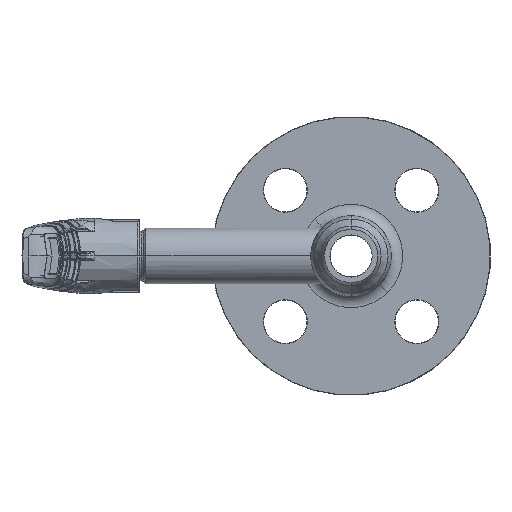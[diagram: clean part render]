
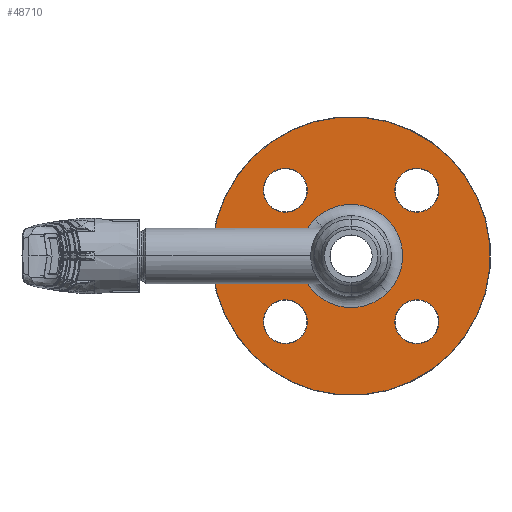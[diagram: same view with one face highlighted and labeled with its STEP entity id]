
A CAD part, left-side view. The second image highlights one B-rep face of the part: STEP entity #48710.
In plain terms, the highlighted planar face has unit normal (-1, 0, 0).
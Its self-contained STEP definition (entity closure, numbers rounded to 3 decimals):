
#47 = CIRCLE ( 'NONE', #40166, 7.1 ) ;
#911 = CIRCLE ( 'NONE', #64170, 16.67 ) ;
#2571 = CIRCLE ( 'NONE', #37979, 7.1 ) ;
#2848 = VERTEX_POINT ( 'NONE', #56465 ) ;
#3352 = DIRECTION ( 'NONE',  ( 1., 0., 0. ) ) ;
#3903 = ORIENTED_EDGE ( 'NONE', *, *, #55504, .T. ) ;
#3940 = CARTESIAN_POINT ( 'NONE',  ( 49., -26.234, -26.234 ) ) ;
#4249 = DIRECTION ( 'NONE',  ( 0., 0.707, 0.707 ) ) ;
#4651 = CARTESIAN_POINT ( 'NONE',  ( 49., 21.213, -21.213 ) ) ;
#5298 = VERTEX_POINT ( 'NONE', #9129 ) ;
#7632 = FACE_OUTER_BOUND ( 'NONE', #19601, .T. ) ;
#7704 = DIRECTION ( 'NONE',  ( 1., 0., 0. ) ) ;
#8183 = CIRCLE ( 'NONE', #30793, 7.1 ) ;
#8416 = DIRECTION ( 'NONE',  ( -1., 0., 0. ) ) ;
#8869 = CARTESIAN_POINT ( 'NONE',  ( 49., 0., 0. ) ) ;
#9129 = CARTESIAN_POINT ( 'NONE',  ( 49., -26.234, 16.193 ) ) ;
#9578 = ORIENTED_EDGE ( 'NONE', *, *, #22274, .T. ) ;
#11175 = AXIS2_PLACEMENT_3D ( 'NONE', #40713, #45954, #56025 ) ;
#11325 = CIRCLE ( 'NONE', #52216, 7.1 ) ;
#11942 = ORIENTED_EDGE ( 'NONE', *, *, #12188, .T. ) ;
#12188 = EDGE_CURVE ( 'NONE', #2848, #60096, #42404, .T. ) ;
#12343 = DIRECTION ( 'NONE',  ( 1., 0., 0. ) ) ;
#12840 = VERTEX_POINT ( 'NONE', #56857 ) ;
#13131 = FACE_BOUND ( 'NONE', #39483, .T. ) ;
#13731 = EDGE_CURVE ( 'NONE', #12840, #43844, #28985, .T. ) ;
#13892 = CARTESIAN_POINT ( 'NONE',  ( 49., 0., 0. ) ) ;
#14593 = CARTESIAN_POINT ( 'NONE',  ( 49., 11.787, 11.787 ) ) ;
#14836 = CARTESIAN_POINT ( 'NONE',  ( 49., -16.193, 26.234 ) ) ;
#15145 = ORIENTED_EDGE ( 'NONE', *, *, #32220, .T. ) ;
#15549 = EDGE_CURVE ( 'NONE', #58967, #47919, #911, .T. ) ;
#16334 = CARTESIAN_POINT ( 'NONE',  ( 49., 0., 0. ) ) ;
#18682 = EDGE_LOOP ( 'NONE', ( #51218, #37795 ) ) ;
#19601 = EDGE_LOOP ( 'NONE', ( #25975, #9578 ) ) ;
#19988 = DIRECTION ( 'NONE',  ( 0., 0.707, 0.707 ) ) ;
#21335 = ORIENTED_EDGE ( 'NONE', *, *, #32382, .T. ) ;
#21728 = DIRECTION ( 'NONE',  ( 0., 0.707, 0.707 ) ) ;
#22039 = EDGE_LOOP ( 'NONE', ( #21335, #41734 ) ) ;
#22274 = EDGE_CURVE ( 'NONE', #41678, #28413, #54927, .T. ) ;
#22556 = CIRCLE ( 'NONE', #25552, 7.1 ) ;
#23582 = DIRECTION ( 'NONE',  ( 1., 0., 0. ) ) ;
#24793 = DIRECTION ( 'NONE',  ( 1., 0., 0. ) ) ;
#25552 = AXIS2_PLACEMENT_3D ( 'NONE', #44888, #24793, #19988 ) ;
#25975 = ORIENTED_EDGE ( 'NONE', *, *, #27888, .T. ) ;
#26640 = AXIS2_PLACEMENT_3D ( 'NONE', #51923, #52360, #21728 ) ;
#26797 = DIRECTION ( 'NONE',  ( -1., 0., 0. ) ) ;
#27607 = DIRECTION ( 'NONE',  ( 1., 0., 0. ) ) ;
#27685 = VERTEX_POINT ( 'NONE', #14836 ) ;
#27888 = EDGE_CURVE ( 'NONE', #28413, #41678, #40174, .T. ) ;
#28371 = ORIENTED_EDGE ( 'NONE', *, *, #51862, .T. ) ;
#28413 = VERTEX_POINT ( 'NONE', #62201 ) ;
#28872 = DIRECTION ( 'NONE',  ( 1., 0., 0. ) ) ;
#28985 = CIRCLE ( 'NONE', #37291, 7.1 ) ;
#30793 = AXIS2_PLACEMENT_3D ( 'NONE', #51717, #12343, #37283 ) ;
#31791 = DIRECTION ( 'NONE',  ( 0., 0.707, 0.707 ) ) ;
#32220 = EDGE_CURVE ( 'NONE', #60096, #2848, #2571, .T. ) ;
#32382 = EDGE_CURVE ( 'NONE', #47919, #58967, #54994, .T. ) ;
#33184 = DIRECTION ( 'NONE',  ( 0., 0.707, 0.707 ) ) ;
#34253 = CARTESIAN_POINT ( 'NONE',  ( 49., 21.213, 21.213 ) ) ;
#34544 = ORIENTED_EDGE ( 'NONE', *, *, #58316, .T. ) ;
#35694 = PLANE ( 'NONE',  #11175 ) ;
#36458 = DIRECTION ( 'NONE',  ( 0., 0.707, 0.707 ) ) ;
#37283 = DIRECTION ( 'NONE',  ( 0., 0.707, 0.707 ) ) ;
#37291 = AXIS2_PLACEMENT_3D ( 'NONE', #4651, #64410, #59790 ) ;
#37392 = FACE_BOUND ( 'NONE', #62237, .T. ) ;
#37649 = CARTESIAN_POINT ( 'NONE',  ( 49., 21.213, -21.213 ) ) ;
#37795 = ORIENTED_EDGE ( 'NONE', *, *, #13731, .T. ) ;
#37979 = AXIS2_PLACEMENT_3D ( 'NONE', #34253, #23582, #4249 ) ;
#38500 = DIRECTION ( 'NONE',  ( 0., 0.707, 0.707 ) ) ;
#38512 = EDGE_CURVE ( 'NONE', #43844, #12840, #62171, .T. ) ;
#39124 = AXIS2_PLACEMENT_3D ( 'NONE', #37649, #27607, #62583 ) ;
#39483 = EDGE_LOOP ( 'NONE', ( #15145, #11942 ) ) ;
#39882 = EDGE_CURVE ( 'NONE', #64178, #62990, #11325, .T. ) ;
#40166 = AXIS2_PLACEMENT_3D ( 'NONE', #47813, #3352, #47594 ) ;
#40174 = CIRCLE ( 'NONE', #43871, 44.9 ) ;
#40713 = CARTESIAN_POINT ( 'NONE',  ( 49., -11.787, 11.787 ) ) ;
#41678 = VERTEX_POINT ( 'NONE', #57961 ) ;
#41734 = ORIENTED_EDGE ( 'NONE', *, *, #15549, .T. ) ;
#42050 = CARTESIAN_POINT ( 'NONE',  ( 49., -21.213, -21.213 ) ) ;
#42404 = CIRCLE ( 'NONE', #26640, 7.1 ) ;
#43844 = VERTEX_POINT ( 'NONE', #50192 ) ;
#43871 = AXIS2_PLACEMENT_3D ( 'NONE', #16334, #26797, #36458 ) ;
#44747 = ORIENTED_EDGE ( 'NONE', *, *, #39882, .T. ) ;
#44888 = CARTESIAN_POINT ( 'NONE',  ( 49., -21.213, -21.213 ) ) ;
#45200 = FACE_BOUND ( 'NONE', #55074, .T. ) ;
#45714 = CARTESIAN_POINT ( 'NONE',  ( 49., 16.193, 16.193 ) ) ;
#45792 = CARTESIAN_POINT ( 'NONE',  ( 49., -16.193, -16.193 ) ) ;
#45954 = DIRECTION ( 'NONE',  ( 1., 0., 0. ) ) ;
#47594 = DIRECTION ( 'NONE',  ( 0., 0.707, 0.707 ) ) ;
#47786 = AXIS2_PLACEMENT_3D ( 'NONE', #13892, #8416, #48866 ) ;
#47813 = CARTESIAN_POINT ( 'NONE',  ( 49., -21.213, 21.213 ) ) ;
#47919 = VERTEX_POINT ( 'NONE', #14593 ) ;
#48665 = DIRECTION ( 'NONE',  ( 1., 0., 0. ) ) ;
#48710 = ADVANCED_FACE ( 'NONE', ( #37392, #58517, #13131, #45200, #7632, #53038 ), #35694, .F. ) ;
#48866 = DIRECTION ( 'NONE',  ( 0., 0.707, 0.707 ) ) ;
#50192 = CARTESIAN_POINT ( 'NONE',  ( 49., 16.193, -26.234 ) ) ;
#50515 = AXIS2_PLACEMENT_3D ( 'NONE', #59447, #28872, #38500 ) ;
#51218 = ORIENTED_EDGE ( 'NONE', *, *, #38512, .T. ) ;
#51717 = CARTESIAN_POINT ( 'NONE',  ( 49., -21.213, 21.213 ) ) ;
#51862 = EDGE_CURVE ( 'NONE', #62990, #64178, #22556, .T. ) ;
#51923 = CARTESIAN_POINT ( 'NONE',  ( 49., 21.213, 21.213 ) ) ;
#52216 = AXIS2_PLACEMENT_3D ( 'NONE', #42050, #7704, #31791 ) ;
#52360 = DIRECTION ( 'NONE',  ( 1., 0., 0. ) ) ;
#53038 = FACE_BOUND ( 'NONE', #22039, .T. ) ;
#53569 = CARTESIAN_POINT ( 'NONE',  ( 49., -11.787, -11.787 ) ) ;
#54927 = CIRCLE ( 'NONE', #47786, 44.9 ) ;
#54994 = CIRCLE ( 'NONE', #50515, 16.67 ) ;
#55074 = EDGE_LOOP ( 'NONE', ( #3903, #34544 ) ) ;
#55504 = EDGE_CURVE ( 'NONE', #5298, #27685, #8183, .T. ) ;
#56025 = DIRECTION ( 'NONE',  ( 0., 0.707, 0.707 ) ) ;
#56465 = CARTESIAN_POINT ( 'NONE',  ( 49., 26.234, 26.234 ) ) ;
#56857 = CARTESIAN_POINT ( 'NONE',  ( 49., 26.234, -16.193 ) ) ;
#57961 = CARTESIAN_POINT ( 'NONE',  ( 49., -31.749, -31.749 ) ) ;
#58316 = EDGE_CURVE ( 'NONE', #27685, #5298, #47, .T. ) ;
#58517 = FACE_BOUND ( 'NONE', #18682, .T. ) ;
#58967 = VERTEX_POINT ( 'NONE', #53569 ) ;
#59447 = CARTESIAN_POINT ( 'NONE',  ( 49., 0., 0. ) ) ;
#59790 = DIRECTION ( 'NONE',  ( 0., 0.707, 0.707 ) ) ;
#60096 = VERTEX_POINT ( 'NONE', #45714 ) ;
#62171 = CIRCLE ( 'NONE', #39124, 7.1 ) ;
#62201 = CARTESIAN_POINT ( 'NONE',  ( 49., 31.749, 31.749 ) ) ;
#62237 = EDGE_LOOP ( 'NONE', ( #44747, #28371 ) ) ;
#62583 = DIRECTION ( 'NONE',  ( 0., 0.707, 0.707 ) ) ;
#62990 = VERTEX_POINT ( 'NONE', #45792 ) ;
#64170 = AXIS2_PLACEMENT_3D ( 'NONE', #8869, #48665, #33184 ) ;
#64178 = VERTEX_POINT ( 'NONE', #3940 ) ;
#64410 = DIRECTION ( 'NONE',  ( 1., 0., 0. ) ) ;
